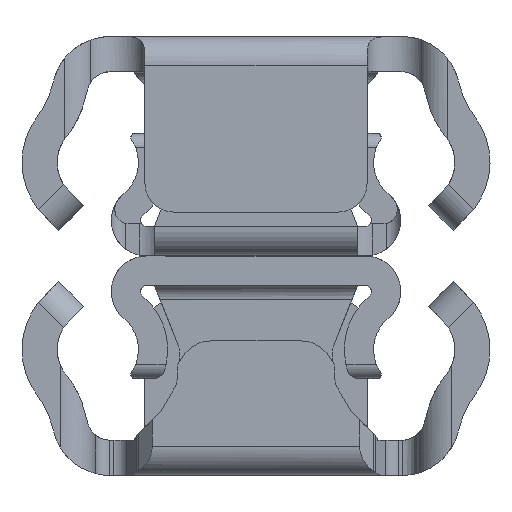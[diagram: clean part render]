
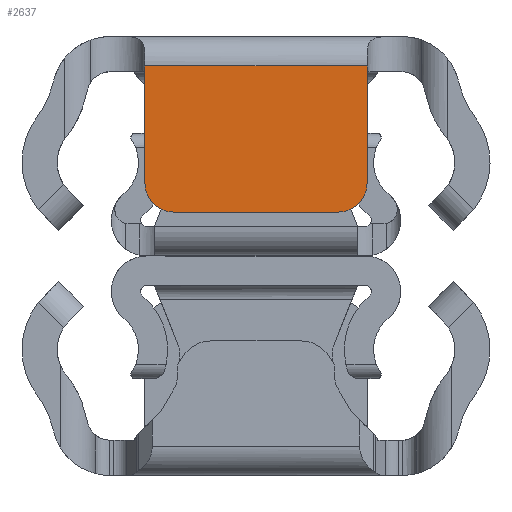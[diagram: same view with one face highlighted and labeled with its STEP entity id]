
A CAD part, left-side view. The second image highlights one B-rep face of the part: STEP entity #2637.
In plain terms, the highlighted face is planar.
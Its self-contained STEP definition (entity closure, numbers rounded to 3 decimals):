
#175 = ORIENTED_EDGE ( 'NONE', *, *, #2622, .T. ) ;
#264 = CARTESIAN_POINT ( 'NONE',  ( 100., 3.8, 1.2 ) ) ;
#298 = VECTOR ( 'NONE', #308, 1000. ) ;
#308 = DIRECTION ( 'NONE',  ( 0., 0., -1. ) ) ;
#507 = CARTESIAN_POINT ( 'NONE',  ( 100., 2.8, 6. ) ) ;
#761 = AXIS2_PLACEMENT_3D ( 'NONE', #2358, #1463, #4974 ) ;
#817 = EDGE_CURVE ( 'NONE', #1007, #2679, #5255, .T. ) ;
#836 = ORIENTED_EDGE ( 'NONE', *, *, #3011, .T. ) ;
#913 = DIRECTION ( 'NONE',  ( 0., 0., -1. ) ) ;
#980 = ORIENTED_EDGE ( 'NONE', *, *, #1194, .T. ) ;
#981 = CARTESIAN_POINT ( 'NONE',  ( 100., -3.8, 1.2 ) ) ;
#1007 = VERTEX_POINT ( 'NONE', #3110 ) ;
#1107 = VECTOR ( 'NONE', #1231, 1000. ) ;
#1194 = EDGE_CURVE ( 'NONE', #5233, #3276, #5482, .T. ) ;
#1231 = DIRECTION ( 'NONE',  ( 0., 0., 1. ) ) ;
#1240 = VERTEX_POINT ( 'NONE', #2577 ) ;
#1242 = VERTEX_POINT ( 'NONE', #3940 ) ;
#1253 = DIRECTION ( 'NONE',  ( 0., -1., 0. ) ) ;
#1254 = ORIENTED_EDGE ( 'NONE', *, *, #1818, .F. ) ;
#1364 = LINE ( 'NONE', #2666, #5295 ) ;
#1400 = DIRECTION ( 'NONE',  ( 1., 0., 0. ) ) ;
#1423 = CIRCLE ( 'NONE', #3448, 1. ) ;
#1424 = DIRECTION ( 'NONE',  ( 0., 0., -1. ) ) ;
#1450 = VERTEX_POINT ( 'NONE', #507 ) ;
#1463 = DIRECTION ( 'NONE',  ( 1., 0., 0. ) ) ;
#1818 = EDGE_CURVE ( 'NONE', #5233, #5432, #1364, .T. ) ;
#1842 = DIRECTION ( 'NONE',  ( 1., 0., 0. ) ) ;
#1855 = EDGE_LOOP ( 'NONE', ( #5451, #175, #1254, #980, #836, #2746, #4868, #3578 ) ) ;
#1901 = CARTESIAN_POINT ( 'NONE',  ( 100., 3.8, 1. ) ) ;
#2053 = VECTOR ( 'NONE', #3141, 1000. ) ;
#2358 = CARTESIAN_POINT ( 'NONE',  ( 100., -4.983, 2. ) ) ;
#2405 = CARTESIAN_POINT ( 'NONE',  ( 100., 3.8, 1. ) ) ;
#2409 = EDGE_CURVE ( 'NONE', #1242, #2679, #3339, .T. ) ;
#2532 = CARTESIAN_POINT ( 'NONE',  ( 100., -3.8, 1.2 ) ) ;
#2577 = CARTESIAN_POINT ( 'NONE',  ( 100., -2.8, 6. ) ) ;
#2618 = CIRCLE ( 'NONE', #3635, 1. ) ;
#2620 = EDGE_CURVE ( 'NONE', #1240, #1242, #1423, .T. ) ;
#2622 = EDGE_CURVE ( 'NONE', #1007, #5432, #5433, .T. ) ;
#2637 = ADVANCED_FACE ( 'NONE', ( #2717 ), #2793, .T. ) ;
#2666 = CARTESIAN_POINT ( 'NONE',  ( 100., 3.8, -1.8 ) ) ;
#2679 = VERTEX_POINT ( 'NONE', #981 ) ;
#2717 = FACE_OUTER_BOUND ( 'NONE', #1855, .T. ) ;
#2746 = ORIENTED_EDGE ( 'NONE', *, *, #3432, .T. ) ;
#2793 = PLANE ( 'NONE',  #761 ) ;
#2811 = CARTESIAN_POINT ( 'NONE',  ( 100., 3.8, 5. ) ) ;
#3011 = EDGE_CURVE ( 'NONE', #3276, #1450, #2618, .T. ) ;
#3110 = CARTESIAN_POINT ( 'NONE',  ( 100., -3.8, 1. ) ) ;
#3141 = DIRECTION ( 'NONE',  ( 0., 1., 0. ) ) ;
#3221 = CARTESIAN_POINT ( 'NONE',  ( 100., -2.8, 5. ) ) ;
#3276 = VERTEX_POINT ( 'NONE', #2811 ) ;
#3339 = LINE ( 'NONE', #2532, #298 ) ;
#3410 = LINE ( 'NONE', #5220, #5576 ) ;
#3432 = EDGE_CURVE ( 'NONE', #1450, #1240, #3410, .T. ) ;
#3448 = AXIS2_PLACEMENT_3D ( 'NONE', #3221, #1842, #4528 ) ;
#3578 = ORIENTED_EDGE ( 'NONE', *, *, #2409, .T. ) ;
#3635 = AXIS2_PLACEMENT_3D ( 'NONE', #4411, #1400, #913 ) ;
#3884 = VECTOR ( 'NONE', #4602, 1000. ) ;
#3940 = CARTESIAN_POINT ( 'NONE',  ( 100., -3.8, 5. ) ) ;
#4121 = CARTESIAN_POINT ( 'NONE',  ( 100., 3.8, 1.2 ) ) ;
#4411 = CARTESIAN_POINT ( 'NONE',  ( 100., 2.8, 5. ) ) ;
#4528 = DIRECTION ( 'NONE',  ( 0., 0., -1. ) ) ;
#4602 = DIRECTION ( 'NONE',  ( 0., 0., 1. ) ) ;
#4868 = ORIENTED_EDGE ( 'NONE', *, *, #2620, .T. ) ;
#4974 = DIRECTION ( 'NONE',  ( 0., 0., -1. ) ) ;
#5220 = CARTESIAN_POINT ( 'NONE',  ( 100., 2.8, 6. ) ) ;
#5233 = VERTEX_POINT ( 'NONE', #4121 ) ;
#5255 = LINE ( 'NONE', #5286, #1107 ) ;
#5286 = CARTESIAN_POINT ( 'NONE',  ( 100., -3.8, -1.8 ) ) ;
#5295 = VECTOR ( 'NONE', #1424, 1000. ) ;
#5432 = VERTEX_POINT ( 'NONE', #2405 ) ;
#5433 = LINE ( 'NONE', #1901, #2053 ) ;
#5451 = ORIENTED_EDGE ( 'NONE', *, *, #817, .F. ) ;
#5482 = LINE ( 'NONE', #264, #3884 ) ;
#5576 = VECTOR ( 'NONE', #1253, 1000. ) ;
